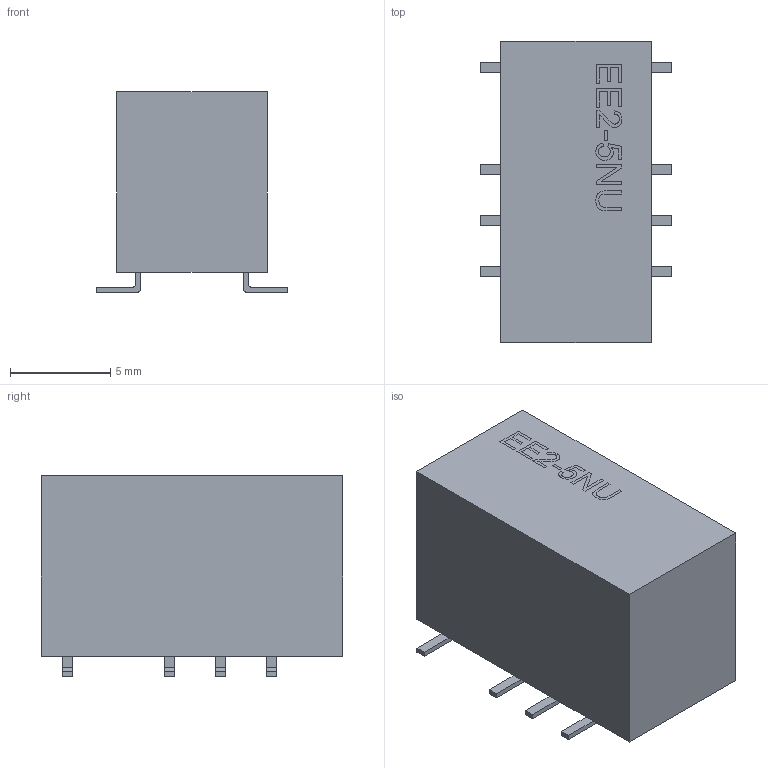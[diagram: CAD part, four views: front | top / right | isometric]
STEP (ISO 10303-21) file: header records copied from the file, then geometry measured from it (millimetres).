
FILE_DESCRIPTION(('FreeCAD Model'),'2;1');
FILE_NAME('User Library-EE2-5NU.step', '2020-01-18T19:52:31',('kicad StepUp'),('ksu MCAD'), 'Open CASCADE STEP processor 7.3','FreeCAD','Unknown');
FILE_SCHEMA(('AUTOMOTIVE_DESIGN { 1 0 10303 214 1 1 1 1 }'));
Length unit declared in the file: millimetre
Products named in the file (1): User_Library-EE2-5NU
Bounding box: 9.5 x 15 x 10 mm (x, y, z)
Volume: 1015.5 mm3; surface area: 681.7 mm2
Topology: 16 solids, 16 shells, 261 faces, 1998 edges, 5772 vertices
Faces by surface type: plane 205, bspline 40, cylinder 16
Entity records: 28021 total; most frequent: CARTESIAN_POINT 13704, DIRECTION 2298, LINE 1662, VECTOR 1662, GEOMETRIC_CURVE_SET 1333, ORIENTED_EDGE 1332, TRIMMED_CURVE 1332, EDGE_CURVE 666
